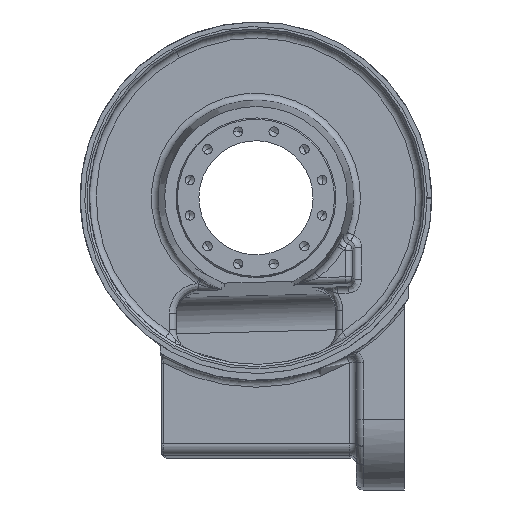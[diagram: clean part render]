
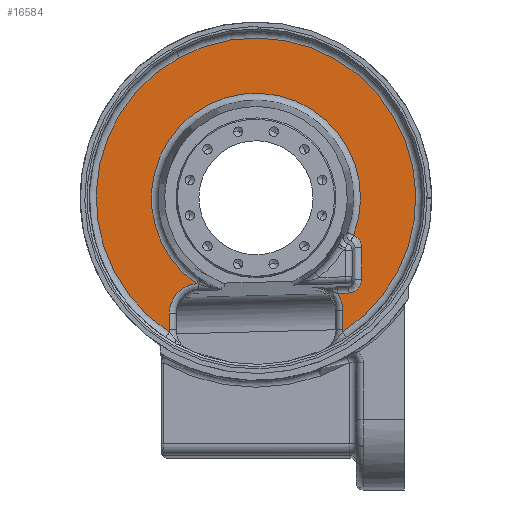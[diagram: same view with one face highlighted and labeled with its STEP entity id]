
A CAD part, front view. The second image highlights one B-rep face of the part: STEP entity #16584.
In plain terms, the highlighted planar face has unit normal (0, -1, 0).
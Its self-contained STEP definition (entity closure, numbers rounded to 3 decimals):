
#14842=CARTESIAN_POINT('Vertex',(35.661,110.,-41.87)) ;
#14864=CARTESIAN_POINT('Line Origine',(0.,110.,-42.804)) ;
#14868=CARTESIAN_POINT('Vertex',(40.391,110.,-41.746)) ;
#15712=CARTESIAN_POINT('Control Point',(40.391,110.,-41.746)) ;
#15713=CARTESIAN_POINT('Control Point',(40.639,110.,-41.739)) ;
#15714=CARTESIAN_POINT('Control Point',(40.888,110.,-41.72)) ;
#15715=CARTESIAN_POINT('Control Point',(41.135,110.,-41.688)) ;
#15716=CARTESIAN_POINT('Control Point',(41.831,110.,-41.56)) ;
#15717=CARTESIAN_POINT('Control Point',(42.504,110.,-41.331)) ;
#15718=CARTESIAN_POINT('Control Point',(42.924,110.,-41.14)) ;
#15719=CARTESIAN_POINT('Control Point',(43.724,110.,-40.682)) ;
#15720=CARTESIAN_POINT('Control Point',(44.422,110.,-40.081)) ;
#15721=CARTESIAN_POINT('Control Point',(44.741,110.,-39.748)) ;
#15722=CARTESIAN_POINT('Control Point',(45.312,110.,-39.024)) ;
#15723=CARTESIAN_POINT('Control Point',(45.735,110.,-38.206)) ;
#15724=CARTESIAN_POINT('Control Point',(45.907,110.,-37.777)) ;
#15725=CARTESIAN_POINT('Control Point',(46.101,110.,-37.115)) ;
#15726=CARTESIAN_POINT('Control Point',(46.199,110.,-36.434)) ;
#15727=CARTESIAN_POINT('Control Point',(46.221,110.,-36.207)) ;
#15728=CARTESIAN_POINT('Control Point',(46.232,110.,-35.978)) ;
#15729=CARTESIAN_POINT('Control Point',(46.232,110.,-35.75)) ;
#15730=CARTESIAN_POINT('Vertex',(46.232,110.,-35.75)) ;
#16220=CARTESIAN_POINT('Control Point',(-26.069,110.,-37.66)) ;
#16221=CARTESIAN_POINT('Control Point',(-26.257,110.,-37.676)) ;
#16222=CARTESIAN_POINT('Control Point',(-26.445,110.,-37.695)) ;
#16223=CARTESIAN_POINT('Control Point',(-26.632,110.,-37.717)) ;
#16224=CARTESIAN_POINT('Control Point',(-28.146,110.,-37.926)) ;
#16225=CARTESIAN_POINT('Control Point',(-29.625,110.,-38.356)) ;
#16226=CARTESIAN_POINT('Control Point',(-30.865,110.,-38.898)) ;
#16227=CARTESIAN_POINT('Control Point',(-33.178,110.,-40.291)) ;
#16228=CARTESIAN_POINT('Control Point',(-35.063,110.,-42.224)) ;
#16229=CARTESIAN_POINT('Control Point',(-35.876,110.,-43.308)) ;
#16230=CARTESIAN_POINT('Control Point',(-37.037,110.,-45.365)) ;
#16231=CARTESIAN_POINT('Control Point',(-37.709,110.,-47.621)) ;
#16232=CARTESIAN_POINT('Control Point',(-37.903,110.,-48.613)) ;
#16233=CARTESIAN_POINT('Control Point',(-38.,110.,-49.617)) ;
#16234=CARTESIAN_POINT('Control Point',(-38.,110.,-50.621)) ;
#16235=CARTESIAN_POINT('Vertex',(-26.069,110.,-37.66)) ;
#16237=CARTESIAN_POINT('Vertex',(-38.,110.,-50.621)) ;
#16475=CARTESIAN_POINT('Vertex',(38.,110.,-49.311)) ;
#16479=CARTESIAN_POINT('Control Point',(35.661,110.,-41.87)) ;
#16480=CARTESIAN_POINT('Control Point',(35.993,110.,-42.346)) ;
#16481=CARTESIAN_POINT('Control Point',(36.299,110.,-42.84)) ;
#16482=CARTESIAN_POINT('Control Point',(36.577,110.,-43.352)) ;
#16483=CARTESIAN_POINT('Control Point',(37.255,110.,-44.786)) ;
#16484=CARTESIAN_POINT('Control Point',(37.709,110.,-46.312)) ;
#16485=CARTESIAN_POINT('Control Point',(37.903,110.,-47.303)) ;
#16486=CARTESIAN_POINT('Control Point',(38.,110.,-48.307)) ;
#16487=CARTESIAN_POINT('Control Point',(38.,110.,-49.311)) ;
#16496=CARTESIAN_POINT('Axis2P3D Location',(0.,110.,73.)) ;
#16501=CARTESIAN_POINT('Axis2P3D Location',(-25.,110.,-57.827)) ;
#16505=CARTESIAN_POINT('Vertex',(-38.,110.,-57.827)) ;
#16507=CARTESIAN_POINT('Vertex',(-37.963,110.,-58.812)) ;
#16510=CARTESIAN_POINT('Line Origine',(-38.,110.,-54.224)) ;
#16515=CARTESIAN_POINT('Axis2P3D Location',(0.,110.,0.)) ;
#16519=CARTESIAN_POINT('Vertex',(42.789,110.,-16.34)) ;
#16523=CARTESIAN_POINT('Control Point',(46.232,110.,-21.766)) ;
#16524=CARTESIAN_POINT('Control Point',(46.232,110.,-21.326)) ;
#16525=CARTESIAN_POINT('Control Point',(46.191,110.,-20.885)) ;
#16526=CARTESIAN_POINT('Control Point',(46.111,110.,-20.45)) ;
#16527=CARTESIAN_POINT('Control Point',(45.865,110.,-19.581)) ;
#16528=CARTESIAN_POINT('Control Point',(45.462,110.,-18.773)) ;
#16529=CARTESIAN_POINT('Control Point',(45.218,110.,-18.382)) ;
#16530=CARTESIAN_POINT('Control Point',(44.658,110.,-17.651)) ;
#16531=CARTESIAN_POINT('Control Point',(43.97,110.,-17.04)) ;
#16532=CARTESIAN_POINT('Control Point',(43.598,110.,-16.769)) ;
#16533=CARTESIAN_POINT('Control Point',(43.203,110.,-16.534)) ;
#16534=CARTESIAN_POINT('Control Point',(42.789,110.,-16.34)) ;
#16535=CARTESIAN_POINT('Vertex',(46.232,110.,-21.766)) ;
#16538=CARTESIAN_POINT('Line Origine',(46.232,110.,-28.758)) ;
#16543=CARTESIAN_POINT('Line Origine',(38.,110.,-53.569)) ;
#16547=CARTESIAN_POINT('Vertex',(38.,110.,-57.827)) ;
#16550=CARTESIAN_POINT('Axis2P3D Location',(25.,110.,-57.827)) ;
#16554=CARTESIAN_POINT('Vertex',(37.963,110.,-58.812)) ;
#16557=CARTESIAN_POINT('Axis2P3D Location',(0.,110.,0.)) ;
#16561=CARTESIAN_POINT('Vertex',(-33.56,110.,61.431)) ;
#16564=CARTESIAN_POINT('Axis2P3D Location',(0.,110.,0.)) ;
#14865=DIRECTION('Vector Direction',(-1.,0.,-0.026)) ;
#16497=DIRECTION('Axis2P3D Direction',(0.,-1.,0.)) ;
#16498=DIRECTION('Axis2P3D XDirection',(1.,0.,0.)) ;
#16502=DIRECTION('Axis2P3D Direction',(0.,-1.,0.)) ;
#16511=DIRECTION('Vector Direction',(0.,0.,-1.)) ;
#16516=DIRECTION('Axis2P3D Direction',(0.,-1.,0.)) ;
#16539=DIRECTION('Vector Direction',(0.,0.,1.)) ;
#16544=DIRECTION('Vector Direction',(0.,0.,-1.)) ;
#16551=DIRECTION('Axis2P3D Direction',(0.,-1.,0.)) ;
#16558=DIRECTION('Axis2P3D Direction',(0.,-1.,0.)) ;
#16565=DIRECTION('Axis2P3D Direction',(0.,-1.,0.)) ;
#16499=AXIS2_PLACEMENT_3D('Plane Axis2P3D',#16496,#16497,#16498) ;
#16503=AXIS2_PLACEMENT_3D('Circle Axis2P3D',#16501,#16502,$) ;
#16517=AXIS2_PLACEMENT_3D('Circle Axis2P3D',#16515,#16516,$) ;
#16552=AXIS2_PLACEMENT_3D('Circle Axis2P3D',#16550,#16551,$) ;
#16559=AXIS2_PLACEMENT_3D('Circle Axis2P3D',#16557,#16558,$) ;
#16566=AXIS2_PLACEMENT_3D('Circle Axis2P3D',#16564,#16565,$) ;
#16570=ORIENTED_EDGE('',*,*,#16509,.F.) ;
#16571=ORIENTED_EDGE('',*,*,#16514,.F.) ;
#16572=ORIENTED_EDGE('',*,*,#16239,.F.) ;
#16573=ORIENTED_EDGE('',*,*,#16521,.T.) ;
#16574=ORIENTED_EDGE('',*,*,#16537,.T.) ;
#16575=ORIENTED_EDGE('',*,*,#16542,.T.) ;
#16576=ORIENTED_EDGE('',*,*,#15732,.T.) ;
#16577=ORIENTED_EDGE('',*,*,#14870,.T.) ;
#16578=ORIENTED_EDGE('',*,*,#16488,.T.) ;
#16579=ORIENTED_EDGE('',*,*,#16549,.T.) ;
#16580=ORIENTED_EDGE('',*,*,#16556,.T.) ;
#16581=ORIENTED_EDGE('',*,*,#16563,.T.) ;
#16582=ORIENTED_EDGE('',*,*,#16568,.T.) ;
#14866=VECTOR('Line Direction',#14865,1.) ;
#16512=VECTOR('Line Direction',#16511,1.) ;
#16540=VECTOR('Line Direction',#16539,1.) ;
#16545=VECTOR('Line Direction',#16544,1.) ;
#16584=ADVANCED_FACE('\X2\FF8AFF9FFF70FF82\X0\ \X2\FF8EFF9EFF83FF9EFF68FF70\X0\',(#16583),#16500,.T.) ;
#15711=B_SPLINE_CURVE_WITH_KNOTS('',5,(#15712,#15713,#15714,#15715,#15716,#15717,#15718,#15719,#15720,#15721,#15722,#15723,#15724,#15725,#15726,#15727,#15728,#15729),.UNSPECIFIED.,.F.,.U.,(6,3,3,3,3,6),(15.906,17.297,19.861,22.424,24.989,26.265),.UNSPECIFIED.) ;
#16219=B_SPLINE_CURVE_WITH_KNOTS('',5,(#16220,#16221,#16222,#16223,#16224,#16225,#16226,#16227,#16228,#16229,#16230,#16231,#16232,#16233,#16234),.UNSPECIFIED.,.F.,.U.,(6,3,3,3,6),(39.791,40.981,49.427,57.876,64.209),.UNSPECIFIED.) ;
#16478=B_SPLINE_CURVE_WITH_KNOTS('',5,(#16479,#16480,#16481,#16482,#16483,#16484,#16485,#16486,#16487),.UNSPECIFIED.,.F.,.U.,(6,3,6),(54.643,58.305,64.639),.UNSPECIFIED.) ;
#16522=B_SPLINE_CURVE_WITH_KNOTS('',5,(#16523,#16524,#16525,#16526,#16527,#16528,#16529,#16530,#16531,#16532,#16533,#16534),.UNSPECIFIED.,.F.,.U.,(6,3,3,6),(15.819,18.281,20.844,23.402),.UNSPECIFIED.) ;
#16504=CIRCLE('generated circle',#16503,13.) ;
#16518=CIRCLE('generated circle',#16517,45.803) ;
#16553=CIRCLE('generated circle',#16552,13.) ;
#16560=CIRCLE('generated circle',#16559,70.) ;
#16567=CIRCLE('generated circle',#16566,70.) ;
#14870=EDGE_CURVE('',#14869,#14843,#14867,.T.) ;
#15732=EDGE_CURVE('',#15731,#14869,#15711,.F.) ;
#16239=EDGE_CURVE('',#16236,#16238,#16219,.T.) ;
#16488=EDGE_CURVE('',#14843,#16476,#16478,.T.) ;
#16509=EDGE_CURVE('',#16506,#16508,#16504,.T.) ;
#16514=EDGE_CURVE('',#16238,#16506,#16513,.T.) ;
#16521=EDGE_CURVE('',#16236,#16520,#16518,.F.) ;
#16537=EDGE_CURVE('',#16520,#16536,#16522,.F.) ;
#16542=EDGE_CURVE('',#16536,#15731,#16541,.F.) ;
#16549=EDGE_CURVE('',#16476,#16548,#16546,.T.) ;
#16556=EDGE_CURVE('',#16548,#16555,#16553,.F.) ;
#16563=EDGE_CURVE('',#16555,#16562,#16560,.T.) ;
#16568=EDGE_CURVE('',#16562,#16508,#16567,.T.) ;
#16569=EDGE_LOOP('',(#16570,#16571,#16572,#16573,#16574,#16575,#16576,#16577,#16578,#16579,#16580,#16581,#16582)) ;
#16583=FACE_OUTER_BOUND('',#16569,.T.) ;
#14867=LINE('Line',#14864,#14866) ;
#16513=LINE('Line',#16510,#16512) ;
#16541=LINE('Line',#16538,#16540) ;
#16546=LINE('Line',#16543,#16545) ;
#16500=PLANE('',#16499) ;
#14843=VERTEX_POINT('',#14842) ;
#14869=VERTEX_POINT('',#14868) ;
#15731=VERTEX_POINT('',#15730) ;
#16236=VERTEX_POINT('',#16235) ;
#16238=VERTEX_POINT('',#16237) ;
#16476=VERTEX_POINT('',#16475) ;
#16506=VERTEX_POINT('',#16505) ;
#16508=VERTEX_POINT('',#16507) ;
#16520=VERTEX_POINT('',#16519) ;
#16536=VERTEX_POINT('',#16535) ;
#16548=VERTEX_POINT('',#16547) ;
#16555=VERTEX_POINT('',#16554) ;
#16562=VERTEX_POINT('',#16561) ;
